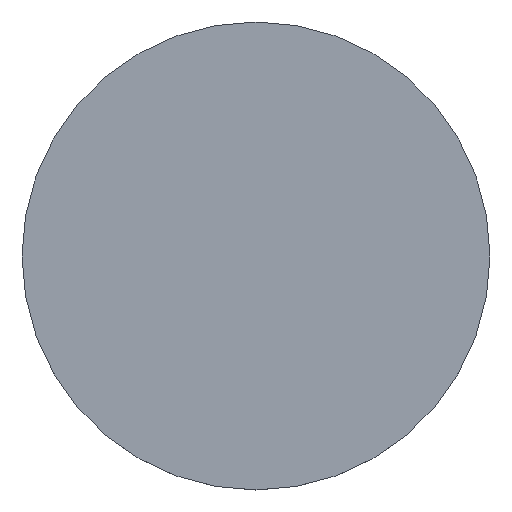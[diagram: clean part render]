
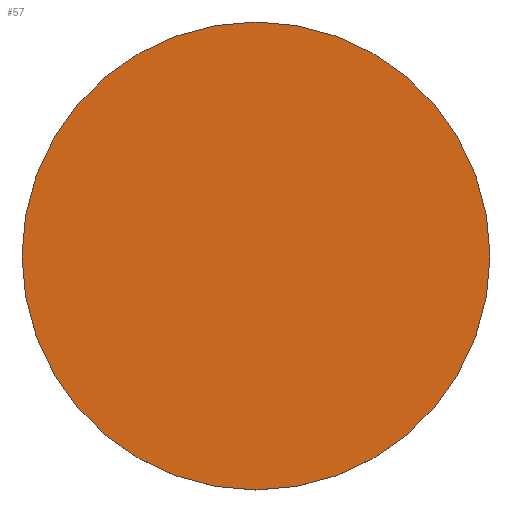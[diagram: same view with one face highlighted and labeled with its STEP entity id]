
A CAD part, top view. The second image highlights one B-rep face of the part: STEP entity #57.
In plain terms, the highlighted planar face has unit normal (0, 0, 1).
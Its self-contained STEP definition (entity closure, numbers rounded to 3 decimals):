
#10 = DIRECTION ( 'NONE',  ( 1., 0., 0. ) ) ;
#24 = FACE_OUTER_BOUND ( 'NONE', #86, .T. ) ;
#27 = CIRCLE ( 'NONE', #117, 15. ) ;
#35 = CARTESIAN_POINT ( 'NONE',  ( 0., 0., 1. ) ) ;
#47 = EDGE_CURVE ( 'NONE', #98, #58, #73, .T. ) ;
#52 = AXIS2_PLACEMENT_3D ( 'NONE', #141, #67, #10 ) ;
#57 = ADVANCED_FACE ( 'NONE', ( #24 ), #110, .T. ) ;
#58 = VERTEX_POINT ( 'NONE', #145 ) ;
#67 = DIRECTION ( 'NONE',  ( 0., 0., 1. ) ) ;
#73 = CIRCLE ( 'NONE', #52, 15. ) ;
#82 = DIRECTION ( 'NONE',  ( 0., 0., 1. ) ) ;
#86 = EDGE_LOOP ( 'NONE', ( #111, #99 ) ) ;
#94 = CARTESIAN_POINT ( 'NONE',  ( 0., 0., 1. ) ) ;
#97 = DIRECTION ( 'NONE',  ( 0., 0., 1. ) ) ;
#98 = VERTEX_POINT ( 'NONE', #109 ) ;
#99 = ORIENTED_EDGE ( 'NONE', *, *, #47, .T. ) ;
#107 = DIRECTION ( 'NONE',  ( 1., 0., 0. ) ) ;
#109 = CARTESIAN_POINT ( 'NONE',  ( 15., 0., 1. ) ) ;
#110 = PLANE ( 'NONE',  #135 ) ;
#111 = ORIENTED_EDGE ( 'NONE', *, *, #118, .T. ) ;
#117 = AXIS2_PLACEMENT_3D ( 'NONE', #94, #97, #107 ) ;
#118 = EDGE_CURVE ( 'NONE', #58, #98, #27, .T. ) ;
#130 = DIRECTION ( 'NONE',  ( 1., 0., 0. ) ) ;
#135 = AXIS2_PLACEMENT_3D ( 'NONE', #35, #82, #130 ) ;
#141 = CARTESIAN_POINT ( 'NONE',  ( 0., 0., 1. ) ) ;
#145 = CARTESIAN_POINT ( 'NONE',  ( -15., 0., 1. ) ) ;
